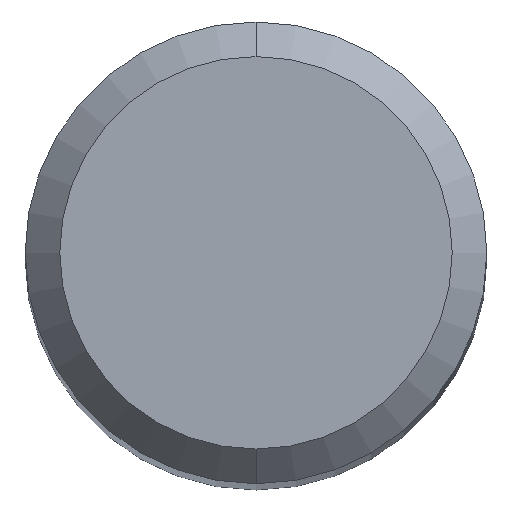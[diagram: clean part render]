
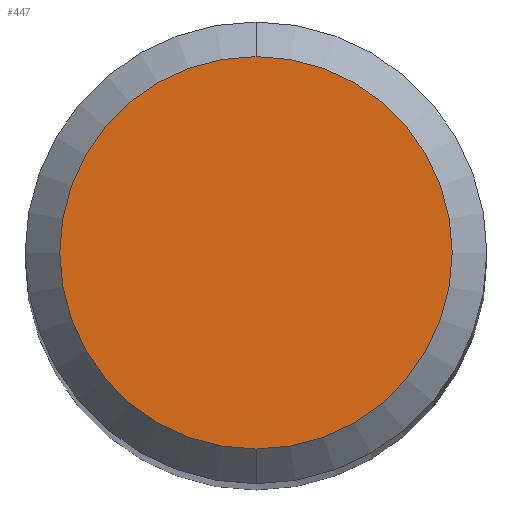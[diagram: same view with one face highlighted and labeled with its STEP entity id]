
A CAD part, top view. The second image highlights one B-rep face of the part: STEP entity #447.
In plain terms, the highlighted planar face has unit normal (0, 0, 1).
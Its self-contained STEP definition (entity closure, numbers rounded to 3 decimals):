
#447=ADVANCED_FACE('',(#1116),#1117,.T.);
#679=EDGE_CURVE('',#989,#783,#1370,.T.);
#783=VERTEX_POINT('',#1487);
#879=EDGE_CURVE('',#783,#989,#1593,.T.);
#989=VERTEX_POINT('',#1710);
#1116=FACE_OUTER_BOUND('',#2200,.T.);
#1117=PLANE('',#2201);
#1370=CIRCLE('',#3046,1.7);
#1487=CARTESIAN_POINT('',(0.,-1.7,0.0));
#1593=CIRCLE('',#4320,1.7);
#1710=CARTESIAN_POINT('',(0.0,1.7,0.0));
#2200=EDGE_LOOP('',(#4824,#4825));
#2201=AXIS2_PLACEMENT_3D('',#4826,#4827,#4828);
#3046=AXIS2_PLACEMENT_3D('',#5132,#5133,#5134);
#4320=AXIS2_PLACEMENT_3D('',#5369,#5370,#5371);
#4824=ORIENTED_EDGE('',*,*,#679,.F.);
#4825=ORIENTED_EDGE('',*,*,#879,.F.);
#4826=CARTESIAN_POINT('',(0.0,0.85,0.0));
#4827=DIRECTION('',(-0.0,0.0,1.0));
#4828=DIRECTION('',(0.0,-1.0,0.0));
#5132=CARTESIAN_POINT('',(0.0,0.0,0.0));
#5133=DIRECTION('',(0.0,0.0,-1.0));
#5134=DIRECTION('',(0.0,1.0,0.0));
#5369=CARTESIAN_POINT('',(0.0,0.0,0.0));
#5370=DIRECTION('',(0.0,0.0,-1.0));
#5371=DIRECTION('',(0.0,1.0,0.0));
